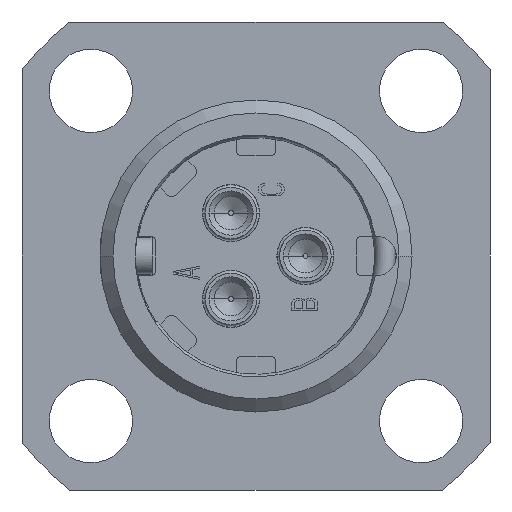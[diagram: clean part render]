
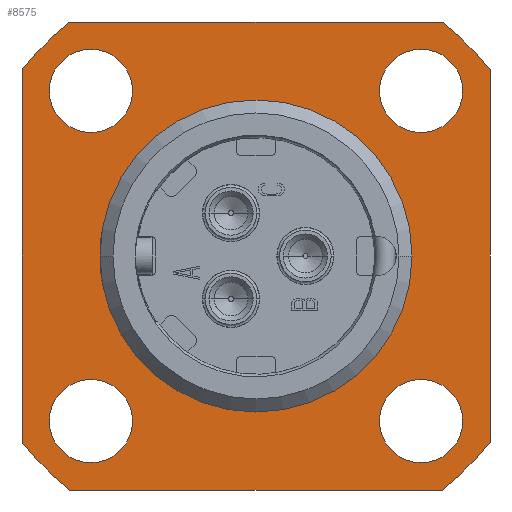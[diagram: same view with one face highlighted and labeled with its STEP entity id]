
A CAD part, left-side view. The second image highlights one B-rep face of the part: STEP entity #8575.
In plain terms, the highlighted planar face has unit normal (-1, 0, 0).
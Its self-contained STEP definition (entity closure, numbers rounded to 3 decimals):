
#776=CARTESIAN_POINT('',(-5.,0.,0.));
#777=DIRECTION('',(-1.,0.,0.));
#778=DIRECTION('',(0.,-1.,0.));
#779=AXIS2_PLACEMENT_3D('',#776,#777,#778);
#789=CARTESIAN_POINT('',(-5.,0.,0.));
#790=DIRECTION('',(-1.,0.,0.));
#791=DIRECTION('',(0.,1.,0.));
#792=AXIS2_PLACEMENT_3D('',#789,#790,#791);
#901=DIRECTION('',(0.,0.,1.));
#902=VECTOR('',#901,14.318);
#903=CARTESIAN_POINT('',(-5.,-9.,-7.159));
#904=LINE('782',#903,#902);
#905=CARTESIAN_POINT('',(-5.,0.,0.));
#906=DIRECTION('',(-1.,0.,0.));
#907=DIRECTION('',(0.,-0.623,-0.783));
#908=AXIS2_PLACEMENT_3D('',#905,#906,#907);
#910=DIRECTION('',(0.,-1.,0.));
#911=VECTOR('',#910,14.318);
#912=CARTESIAN_POINT('',(-5.,7.159,-9.));
#913=LINE('784',#912,#911);
#914=CARTESIAN_POINT('',(-5.,0.,0.));
#915=DIRECTION('',(-1.,0.,0.));
#916=DIRECTION('',(0.,0.783,-0.623));
#917=AXIS2_PLACEMENT_3D('',#914,#915,#916);
#919=DIRECTION('',(0.,0.,-1.));
#920=VECTOR('',#919,14.318);
#921=CARTESIAN_POINT('',(-5.,9.,7.159));
#922=LINE('786',#921,#920);
#923=CARTESIAN_POINT('',(-5.,0.,0.));
#924=DIRECTION('',(-1.,0.,0.));
#925=DIRECTION('',(0.,0.623,0.783));
#926=AXIS2_PLACEMENT_3D('',#923,#924,#925);
#928=DIRECTION('',(0.,1.,0.));
#929=VECTOR('',#928,14.318);
#930=CARTESIAN_POINT('',(-5.,-7.159,9.));
#931=LINE('788',#930,#929);
#932=CARTESIAN_POINT('',(-5.,0.,0.));
#933=DIRECTION('',(-1.,0.,0.));
#934=DIRECTION('',(0.,-0.783,0.623));
#935=AXIS2_PLACEMENT_3D('',#932,#933,#934);
#937=CARTESIAN_POINT('',(-5.,6.35,6.35));
#938=DIRECTION('',(1.,0.,0.));
#939=DIRECTION('',(0.,1.,0.));
#940=AXIS2_PLACEMENT_3D('',#937,#938,#939);
#942=CARTESIAN_POINT('',(-5.,6.35,6.35));
#943=DIRECTION('',(1.,0.,0.));
#944=DIRECTION('',(0.,-1.,0.));
#945=AXIS2_PLACEMENT_3D('',#942,#943,#944);
#947=CARTESIAN_POINT('',(-5.,6.35,-6.35));
#948=DIRECTION('',(1.,0.,0.));
#949=DIRECTION('',(0.,1.,0.));
#950=AXIS2_PLACEMENT_3D('',#947,#948,#949);
#952=CARTESIAN_POINT('',(-5.,6.35,-6.35));
#953=DIRECTION('',(1.,0.,0.));
#954=DIRECTION('',(0.,-1.,0.));
#955=AXIS2_PLACEMENT_3D('',#952,#953,#954);
#957=CARTESIAN_POINT('',(-5.,-6.35,-6.35));
#958=DIRECTION('',(1.,0.,0.));
#959=DIRECTION('',(0.,1.,0.));
#960=AXIS2_PLACEMENT_3D('',#957,#958,#959);
#962=CARTESIAN_POINT('',(-5.,-6.35,-6.35));
#963=DIRECTION('',(1.,0.,0.));
#964=DIRECTION('',(0.,-1.,0.));
#965=AXIS2_PLACEMENT_3D('',#962,#963,#964);
#967=CARTESIAN_POINT('',(-5.,-6.35,6.35));
#968=DIRECTION('',(1.,0.,0.));
#969=DIRECTION('',(0.,1.,0.));
#970=AXIS2_PLACEMENT_3D('',#967,#968,#969);
#972=CARTESIAN_POINT('',(-5.,-6.35,6.35));
#973=DIRECTION('',(1.,0.,0.));
#974=DIRECTION('',(0.,-1.,0.));
#975=AXIS2_PLACEMENT_3D('',#972,#973,#974);
#5905=CARTESIAN_POINT('',(-5.,-9.,-7.159));
#5906=CARTESIAN_POINT('',(-5.,-9.,7.159));
#5907=VERTEX_POINT('',#5905);
#5908=VERTEX_POINT('',#5906);
#5909=CARTESIAN_POINT('',(-5.,-7.159,-9.));
#5910=VERTEX_POINT('',#5909);
#5911=CARTESIAN_POINT('',(-5.,7.159,-9.));
#5912=VERTEX_POINT('',#5911);
#5913=CARTESIAN_POINT('',(-5.,9.,-7.159));
#5914=VERTEX_POINT('',#5913);
#5915=CARTESIAN_POINT('',(-5.,9.,7.159));
#5916=VERTEX_POINT('',#5915);
#5917=CARTESIAN_POINT('',(-5.,7.159,9.));
#5918=VERTEX_POINT('',#5917);
#5919=CARTESIAN_POINT('',(-5.,-7.159,9.));
#5920=VERTEX_POINT('',#5919);
#5925=CARTESIAN_POINT('',(-5.,-6.,0.));
#5926=CARTESIAN_POINT('',(-5.,6.,0.));
#5927=VERTEX_POINT('',#5925);
#5928=VERTEX_POINT('',#5926);
#5937=CARTESIAN_POINT('',(-5.,7.95,6.35));
#5938=CARTESIAN_POINT('',(-5.,4.75,6.35));
#5939=VERTEX_POINT('',#5937);
#5940=VERTEX_POINT('',#5938);
#5945=CARTESIAN_POINT('',(-5.,7.95,-6.35));
#5946=CARTESIAN_POINT('',(-5.,4.75,-6.35));
#5947=VERTEX_POINT('',#5945);
#5948=VERTEX_POINT('',#5946);
#5953=CARTESIAN_POINT('',(-5.,-4.75,-6.35));
#5954=CARTESIAN_POINT('',(-5.,-7.95,-6.35));
#5955=VERTEX_POINT('',#5953);
#5956=VERTEX_POINT('',#5954);
#5961=CARTESIAN_POINT('',(-5.,-4.75,6.35));
#5962=CARTESIAN_POINT('',(-5.,-7.95,6.35));
#5963=VERTEX_POINT('',#5961);
#5964=VERTEX_POINT('',#5962);
#8524=CARTESIAN_POINT('',(-5.,0.,0.));
#8525=DIRECTION('',(1.,0.,0.));
#8526=DIRECTION('',(0.,0.,-1.));
#8527=AXIS2_PLACEMENT_3D('',#8524,#8525,#8526);
#8528=PLANE('274',#8527);
#8530=ORIENTED_EDGE('782',*,*,#8529,.F.);
#8532=ORIENTED_EDGE('783',*,*,#8531,.F.);
#8534=ORIENTED_EDGE('784',*,*,#8533,.F.);
#8536=ORIENTED_EDGE('785',*,*,#8535,.F.);
#8538=ORIENTED_EDGE('786',*,*,#8537,.F.);
#8540=ORIENTED_EDGE('787',*,*,#8539,.F.);
#8542=ORIENTED_EDGE('788',*,*,#8541,.F.);
#8544=ORIENTED_EDGE('789',*,*,#8543,.F.);
#8545=EDGE_LOOP('274',(#8530,#8532,#8534,#8536,#8538,#8540,#8542,#8544));
#8546=FACE_OUTER_BOUND('274',#8545,.F.);
#8547=ORIENTED_EDGE('799',*,*,#8329,.T.);
#8548=ORIENTED_EDGE('801',*,*,#8356,.T.);
#8549=EDGE_LOOP('274',(#8547,#8548));
#8550=FACE_BOUND('274',#8549,.F.);
#8552=ORIENTED_EDGE('807',*,*,#8551,.F.);
#8554=ORIENTED_EDGE('808',*,*,#8553,.F.);
#8555=EDGE_LOOP('274',(#8552,#8554));
#8556=FACE_BOUND('274',#8555,.F.);
#8558=ORIENTED_EDGE('813',*,*,#8557,.F.);
#8560=ORIENTED_EDGE('814',*,*,#8559,.F.);
#8561=EDGE_LOOP('274',(#8558,#8560));
#8562=FACE_BOUND('274',#8561,.F.);
#8564=ORIENTED_EDGE('819',*,*,#8563,.F.);
#8566=ORIENTED_EDGE('820',*,*,#8565,.F.);
#8567=EDGE_LOOP('274',(#8564,#8566));
#8568=FACE_BOUND('274',#8567,.F.);
#8570=ORIENTED_EDGE('825',*,*,#8569,.F.);
#8572=ORIENTED_EDGE('826',*,*,#8571,.F.);
#8573=EDGE_LOOP('274',(#8570,#8572));
#8574=FACE_BOUND('274',#8573,.F.);
#780=CIRCLE('799',#779,6.);
#793=CIRCLE('801',#792,6.);
#909=CIRCLE('783',#908,11.5);
#918=CIRCLE('785',#917,11.5);
#927=CIRCLE('787',#926,11.5);
#936=CIRCLE('789',#935,11.5);
#941=CIRCLE('807',#940,1.6);
#946=CIRCLE('808',#945,1.6);
#951=CIRCLE('813',#950,1.6);
#956=CIRCLE('814',#955,1.6);
#961=CIRCLE('819',#960,1.6);
#966=CIRCLE('820',#965,1.6);
#971=CIRCLE('825',#970,1.6);
#976=CIRCLE('826',#975,1.6);
#8329=EDGE_CURVE('799',#5927,#5928,#780,.T.);
#8356=EDGE_CURVE('801',#5928,#5927,#793,.T.);
#8529=EDGE_CURVE('782',#5907,#5908,#904,.T.);
#8531=EDGE_CURVE('783',#5910,#5907,#909,.T.);
#8533=EDGE_CURVE('784',#5912,#5910,#913,.T.);
#8535=EDGE_CURVE('785',#5914,#5912,#918,.T.);
#8537=EDGE_CURVE('786',#5916,#5914,#922,.T.);
#8539=EDGE_CURVE('787',#5918,#5916,#927,.T.);
#8541=EDGE_CURVE('788',#5920,#5918,#931,.T.);
#8543=EDGE_CURVE('789',#5908,#5920,#936,.T.);
#8551=EDGE_CURVE('807',#5939,#5940,#941,.T.);
#8553=EDGE_CURVE('808',#5940,#5939,#946,.T.);
#8557=EDGE_CURVE('813',#5947,#5948,#951,.T.);
#8559=EDGE_CURVE('814',#5948,#5947,#956,.T.);
#8563=EDGE_CURVE('819',#5955,#5956,#961,.T.);
#8565=EDGE_CURVE('820',#5956,#5955,#966,.T.);
#8569=EDGE_CURVE('825',#5963,#5964,#971,.T.);
#8571=EDGE_CURVE('826',#5964,#5963,#976,.T.);
#8575=ADVANCED_FACE('274',(#8546,#8550,#8556,#8562,#8568,#8574),#8528,.F.);
